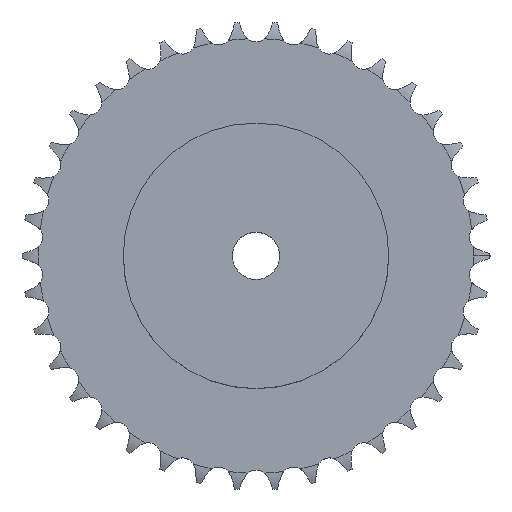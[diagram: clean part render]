
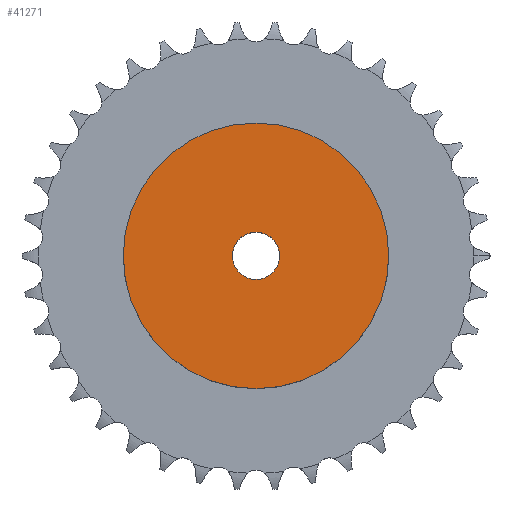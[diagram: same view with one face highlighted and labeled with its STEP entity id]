
A CAD part, top view. The second image highlights one B-rep face of the part: STEP entity #41271.
In plain terms, the highlighted planar face has unit normal (0, 0, 1).
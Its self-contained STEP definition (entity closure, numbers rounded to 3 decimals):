
#4704 = CYLINDRICAL_SURFACE('',#4705,45.);
#4705 = AXIS2_PLACEMENT_3D('',#4706,#4707,#4708);
#4706 = CARTESIAN_POINT('',(0.,0.,0.));
#4707 = DIRECTION('',(-0.,-0.,-1.));
#4708 = DIRECTION('',(1.,0.,0.));
#25942 = VERTEX_POINT('',#25943);
#25943 = CARTESIAN_POINT('',(45.,0.,35.));
#25964 = EDGE_CURVE('',#25942,#25942,#25965,.T.);
#25965 = SURFACE_CURVE('',#25966,(#25971,#25978),.PCURVE_S1.);
#25966 = CIRCLE('',#25967,45.);
#25967 = AXIS2_PLACEMENT_3D('',#25968,#25969,#25970);
#25968 = CARTESIAN_POINT('',(0.,0.,35.));
#25969 = DIRECTION('',(0.,0.,1.));
#25970 = DIRECTION('',(1.,0.,0.));
#25971 = PCURVE('',#4704,#25972);
#25972 = DEFINITIONAL_REPRESENTATION('',(#25973),#25977);
#25973 = LINE('',#25974,#25975);
#25974 = CARTESIAN_POINT('',(-0.,-35.));
#25975 = VECTOR('',#25976,1.);
#25976 = DIRECTION('',(-1.,0.));
#25977 = ( GEOMETRIC_REPRESENTATION_CONTEXT(2) 
PARAMETRIC_REPRESENTATION_CONTEXT() REPRESENTATION_CONTEXT('2D SPACE',''
  ) );
#25978 = PCURVE('',#25979,#25984);
#25979 = PLANE('',#25980);
#25980 = AXIS2_PLACEMENT_3D('',#25981,#25982,#25983);
#25981 = CARTESIAN_POINT('',(0.,0.,35.)
  );
#25982 = DIRECTION('',(0.,0.,1.));
#25983 = DIRECTION('',(1.,0.,0.));
#25984 = DEFINITIONAL_REPRESENTATION('',(#25985),#25989);
#25985 = CIRCLE('',#25986,45.);
#25986 = AXIS2_PLACEMENT_2D('',#25987,#25988);
#25987 = CARTESIAN_POINT('',(0.,0.));
#25988 = DIRECTION('',(1.,0.));
#25989 = ( GEOMETRIC_REPRESENTATION_CONTEXT(2) 
PARAMETRIC_REPRESENTATION_CONTEXT() REPRESENTATION_CONTEXT('2D SPACE',''
  ) );
#34980 = CYLINDRICAL_SURFACE('',#34981,8.);
#34981 = AXIS2_PLACEMENT_3D('',#34982,#34983,#34984);
#34982 = CARTESIAN_POINT('',(0.,0.,239.453));
#34983 = DIRECTION('',(0.,0.,1.));
#34984 = DIRECTION('',(1.,0.,0.));
#41271 = ADVANCED_FACE('',(#41272,#41275),#25979,.T.);
#41272 = FACE_BOUND('',#41273,.T.);
#41273 = EDGE_LOOP('',(#41274));
#41274 = ORIENTED_EDGE('',*,*,#25964,.T.);
#41275 = FACE_BOUND('',#41276,.T.);
#41276 = EDGE_LOOP('',(#41277));
#41277 = ORIENTED_EDGE('',*,*,#41278,.F.);
#41278 = EDGE_CURVE('',#41279,#41279,#41281,.T.);
#41279 = VERTEX_POINT('',#41280);
#41280 = CARTESIAN_POINT('',(8.,0.,35.));
#41281 = SURFACE_CURVE('',#41282,(#41287,#41294),.PCURVE_S1.);
#41282 = CIRCLE('',#41283,8.);
#41283 = AXIS2_PLACEMENT_3D('',#41284,#41285,#41286);
#41284 = CARTESIAN_POINT('',(0.,0.,35.));
#41285 = DIRECTION('',(0.,0.,1.));
#41286 = DIRECTION('',(1.,0.,0.));
#41287 = PCURVE('',#25979,#41288);
#41288 = DEFINITIONAL_REPRESENTATION('',(#41289),#41293);
#41289 = CIRCLE('',#41290,8.);
#41290 = AXIS2_PLACEMENT_2D('',#41291,#41292);
#41291 = CARTESIAN_POINT('',(0.,0.));
#41292 = DIRECTION('',(1.,0.));
#41293 = ( GEOMETRIC_REPRESENTATION_CONTEXT(2) 
PARAMETRIC_REPRESENTATION_CONTEXT() REPRESENTATION_CONTEXT('2D SPACE',''
  ) );
#41294 = PCURVE('',#34980,#41295);
#41295 = DEFINITIONAL_REPRESENTATION('',(#41296),#41300);
#41296 = LINE('',#41297,#41298);
#41297 = CARTESIAN_POINT('',(0.,-204.453));
#41298 = VECTOR('',#41299,1.);
#41299 = DIRECTION('',(1.,0.));
#41300 = ( GEOMETRIC_REPRESENTATION_CONTEXT(2) 
PARAMETRIC_REPRESENTATION_CONTEXT() REPRESENTATION_CONTEXT('2D SPACE',''
  ) );
